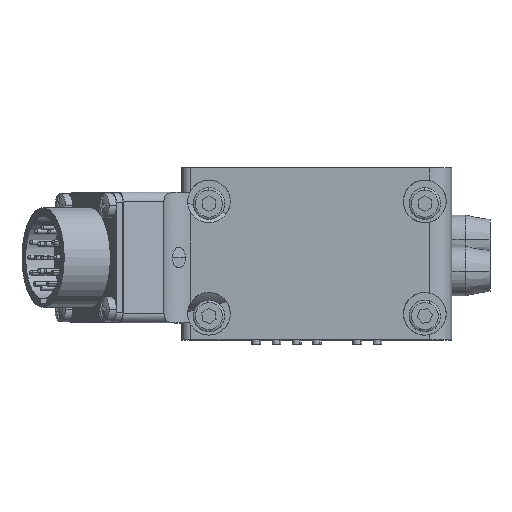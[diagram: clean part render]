
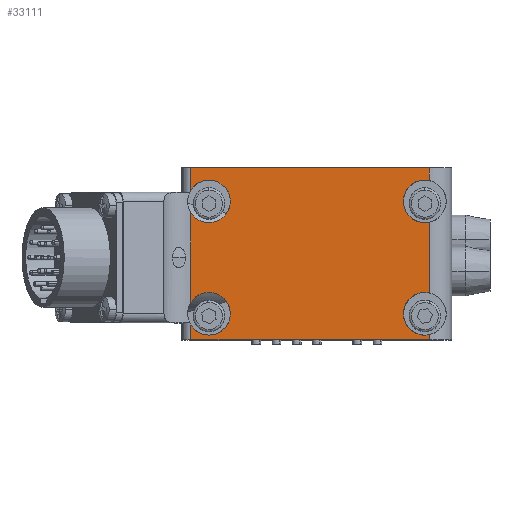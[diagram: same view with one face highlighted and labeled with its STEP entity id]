
A CAD part, top view. The second image highlights one B-rep face of the part: STEP entity #33111.
In plain terms, the highlighted planar face has unit normal (0, 0, 1).
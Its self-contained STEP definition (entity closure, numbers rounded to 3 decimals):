
#575 = CARTESIAN_POINT ( 'NONE',  ( -8., 14.212, 33. ) ) ;
#705 = ORIENTED_EDGE ( 'NONE', *, *, #28560, .T. ) ;
#910 = VERTEX_POINT ( 'NONE', #5381 ) ;
#1589 = EDGE_CURVE ( 'NONE', #1852, #17028, #28911, .T. ) ;
#1690 = DIRECTION ( 'NONE',  ( -1., 0., 0. ) ) ;
#1852 = VERTEX_POINT ( 'NONE', #36870 ) ;
#2209 = VECTOR ( 'NONE', #28000, 1000. ) ;
#2422 = DIRECTION ( 'NONE',  ( 0., 0., -1. ) ) ;
#2915 = LINE ( 'NONE', #42052, #20086 ) ;
#3737 = CIRCLE ( 'NONE', #34334, 4.75 ) ;
#3875 = EDGE_CURVE ( 'NONE', #32366, #39452, #31948, .T. ) ;
#4356 = DIRECTION ( 'NONE',  ( 0., -1., 0. ) ) ;
#4388 = CARTESIAN_POINT ( 'NONE',  ( 0.75, -13.35, 33. ) ) ;
#4435 = DIRECTION ( 'NONE',  ( 0., 1., 0. ) ) ;
#4513 = AXIS2_PLACEMENT_3D ( 'NONE', #30781, #35450, #21169 ) ;
#4582 = EDGE_CURVE ( 'NONE', #40157, #32366, #13540, .T. ) ;
#5143 = CARTESIAN_POINT ( 'NONE',  ( 44., 11.65, 33. ) ) ;
#5381 = CARTESIAN_POINT ( 'NONE',  ( 45., 7.006, 33. ) ) ;
#6067 = DIRECTION ( 'NONE',  ( 0., 0., -1. ) ) ;
#6073 = CARTESIAN_POINT ( 'NONE',  ( 45., 16.294, 33. ) ) ;
#6123 = CARTESIAN_POINT ( 'NONE',  ( 44., 11.65, 33. ) ) ;
#6198 = CIRCLE ( 'NONE', #8264, 4.75 ) ;
#7541 = CARTESIAN_POINT ( 'NONE',  ( 45., 19.15, 33. ) ) ;
#8138 = CARTESIAN_POINT ( 'NONE',  ( -8., 9.088, 33. ) ) ;
#8149 = AXIS2_PLACEMENT_3D ( 'NONE', #6123, #30100, #9591 ) ;
#8264 = AXIS2_PLACEMENT_3D ( 'NONE', #5143, #29117, #8650 ) ;
#8524 = AXIS2_PLACEMENT_3D ( 'NONE', #9814, #33805, #13243 ) ;
#8590 = CARTESIAN_POINT ( 'NONE',  ( -8., 19.15, 33. ) ) ;
#8650 = DIRECTION ( 'NONE',  ( -1., 0., 0. ) ) ;
#8866 = LINE ( 'NONE', #36091, #27043 ) ;
#9482 = CIRCLE ( 'NONE', #17294, 4.75 ) ;
#9591 = DIRECTION ( 'NONE',  ( -1., 0., 0. ) ) ;
#9814 = CARTESIAN_POINT ( 'NONE',  ( -4., 11.65, 33. ) ) ;
#10025 = CARTESIAN_POINT ( 'NONE',  ( 45., -17.994, 33. ) ) ;
#10352 = DIRECTION ( 'NONE',  ( 0., 1., 0. ) ) ;
#11287 = ORIENTED_EDGE ( 'NONE', *, *, #18912, .T. ) ;
#11355 = LINE ( 'NONE', #7541, #2209 ) ;
#13243 = DIRECTION ( 'NONE',  ( -1., 0., 0. ) ) ;
#13540 = LINE ( 'NONE', #44404, #30701 ) ;
#13570 = CARTESIAN_POINT ( 'NONE',  ( 50., 19.15, 33. ) ) ;
#13598 = ORIENTED_EDGE ( 'NONE', *, *, #3875, .T. ) ;
#13622 = CARTESIAN_POINT ( 'NONE',  ( -8., -15.912, 33. ) ) ;
#14192 = VERTEX_POINT ( 'NONE', #30423 ) ;
#14283 = ORIENTED_EDGE ( 'NONE', *, *, #1589, .T. ) ;
#14492 = CARTESIAN_POINT ( 'NONE',  ( -8., 19.15, 33. ) ) ;
#15545 = DIRECTION ( 'NONE',  ( 1., 0., 0. ) ) ;
#15657 = CARTESIAN_POINT ( 'NONE',  ( -4., -13.35, 33. ) ) ;
#15853 = ORIENTED_EDGE ( 'NONE', *, *, #42351, .T. ) ;
#15877 = VERTEX_POINT ( 'NONE', #575 ) ;
#16567 = LINE ( 'NONE', #14492, #26724 ) ;
#16827 = VECTOR ( 'NONE', #4435, 1000. ) ;
#16957 = VERTEX_POINT ( 'NONE', #31654 ) ;
#17028 = VERTEX_POINT ( 'NONE', #8138 ) ;
#17294 = AXIS2_PLACEMENT_3D ( 'NONE', #15657, #39664, #19118 ) ;
#17493 = VERTEX_POINT ( 'NONE', #30640 ) ;
#17958 = ORIENTED_EDGE ( 'NONE', *, *, #36232, .T. ) ;
#17966 = EDGE_CURVE ( 'NONE', #39452, #41163, #39229, .T. ) ;
#18128 = CARTESIAN_POINT ( 'NONE',  ( 45., 19.15, 33. ) ) ;
#18340 = ORIENTED_EDGE ( 'NONE', *, *, #32255, .T. ) ;
#18379 = ORIENTED_EDGE ( 'NONE', *, *, #24556, .T. ) ;
#18599 = ORIENTED_EDGE ( 'NONE', *, *, #21085, .T. ) ;
#18802 = PLANE ( 'NONE',  #29183 ) ;
#18912 = EDGE_CURVE ( 'NONE', #39092, #40157, #8866, .T. ) ;
#19038 = CARTESIAN_POINT ( 'NONE',  ( -4., -13.35, 33. ) ) ;
#19071 = ORIENTED_EDGE ( 'NONE', *, *, #40998, .F. ) ;
#19118 = DIRECTION ( 'NONE',  ( -1., 0., 0. ) ) ;
#20086 = VECTOR ( 'NONE', #4356, 1000. ) ;
#21085 = EDGE_CURVE ( 'NONE', #41163, #910, #11355, .T. ) ;
#21169 = DIRECTION ( 'NONE',  ( -1., 0., 0. ) ) ;
#21577 = CARTESIAN_POINT ( 'NONE',  ( 45., -19.15, 33. ) ) ;
#22199 = DIRECTION ( 'NONE',  ( 0., 0., -1. ) ) ;
#22449 = DIRECTION ( 'NONE',  ( -1., 0., 0. ) ) ;
#22940 = CARTESIAN_POINT ( 'NONE',  ( 44., -13.35, 33. ) ) ;
#23736 = VECTOR ( 'NONE', #29053, 1000. ) ;
#24556 = EDGE_CURVE ( 'NONE', #15877, #1852, #43344, .T. ) ;
#25596 = ORIENTED_EDGE ( 'NONE', *, *, #34146, .T. ) ;
#25734 = FACE_OUTER_BOUND ( 'NONE', #30470, .T. ) ;
#25909 = LINE ( 'NONE', #18128, #16827 ) ;
#26238 = CARTESIAN_POINT ( 'NONE',  ( -8., -19.15, 33. ) ) ;
#26384 = DIRECTION ( 'NONE',  ( -1., 0., 0. ) ) ;
#26569 = CARTESIAN_POINT ( 'NONE',  ( 44., -13.35, 33. ) ) ;
#26724 = VECTOR ( 'NONE', #35044, 1000. ) ;
#26766 = ORIENTED_EDGE ( 'NONE', *, *, #4582, .T. ) ;
#26840 = AXIS2_PLACEMENT_3D ( 'NONE', #26569, #6067, #30045 ) ;
#27043 = VECTOR ( 'NONE', #15545, 1000. ) ;
#27191 = AXIS2_PLACEMENT_3D ( 'NONE', #22940, #2422, #26384 ) ;
#27943 = CARTESIAN_POINT ( 'NONE',  ( 39.25, -13.35, 33. ) ) ;
#28000 = DIRECTION ( 'NONE',  ( 0., 1., 0. ) ) ;
#28173 = ORIENTED_EDGE ( 'NONE', *, *, #37915, .T. ) ;
#28560 = EDGE_CURVE ( 'NONE', #43177, #39092, #2915, .T. ) ;
#28911 = CIRCLE ( 'NONE', #4513, 4.75 ) ;
#29053 = DIRECTION ( 'NONE',  ( 0., -1., 0. ) ) ;
#29117 = DIRECTION ( 'NONE',  ( 0., 0., -1. ) ) ;
#29183 = AXIS2_PLACEMENT_3D ( 'NONE', #32426, #22199, #1690 ) ;
#30013 = EDGE_CURVE ( 'NONE', #16957, #15877, #31816, .T. ) ;
#30045 = DIRECTION ( 'NONE',  ( -1., 0., 0. ) ) ;
#30100 = DIRECTION ( 'NONE',  ( 0., 0., -1. ) ) ;
#30423 = CARTESIAN_POINT ( 'NONE',  ( 39.25, 11.65, 33. ) ) ;
#30470 = EDGE_LOOP ( 'NONE', ( #41538, #18379, #14283, #25596, #18340, #17958, #705, #11287, #26766, #13598, #43226, #18599, #38924, #15853, #28173, #19071 ) ) ;
#30640 = CARTESIAN_POINT ( 'NONE',  ( 45., 19.15, 33. ) ) ;
#30701 = VECTOR ( 'NONE', #10352, 1000. ) ;
#30781 = CARTESIAN_POINT ( 'NONE',  ( -4., 11.65, 33. ) ) ;
#30883 = VERTEX_POINT ( 'NONE', #4388 ) ;
#31654 = CARTESIAN_POINT ( 'NONE',  ( -8., 19.15, 33. ) ) ;
#31692 = CARTESIAN_POINT ( 'NONE',  ( 45., -8.706, 33. ) ) ;
#31816 = LINE ( 'NONE', #8590, #23736 ) ;
#31948 = CIRCLE ( 'NONE', #26840, 4.75 ) ;
#32255 = EDGE_CURVE ( 'NONE', #42846, #30883, #3737, .T. ) ;
#32366 = VERTEX_POINT ( 'NONE', #10025 ) ;
#32426 = CARTESIAN_POINT ( 'NONE',  ( 50., 19.15, 33. ) ) ;
#32904 = CIRCLE ( 'NONE', #8149, 4.75 ) ;
#33111 = ADVANCED_FACE ( 'NONE', ( #25734 ), #18802, .F. ) ;
#33805 = DIRECTION ( 'NONE',  ( 0., 0., -1. ) ) ;
#34146 = EDGE_CURVE ( 'NONE', #17028, #42846, #16567, .T. ) ;
#34205 = VECTOR ( 'NONE', #44341, 1000. ) ;
#34334 = AXIS2_PLACEMENT_3D ( 'NONE', #19038, #43043, #22449 ) ;
#35044 = DIRECTION ( 'NONE',  ( 0., -1., 0. ) ) ;
#35450 = DIRECTION ( 'NONE',  ( 0., 0., -1. ) ) ;
#36091 = CARTESIAN_POINT ( 'NONE',  ( 50., -19.15, 33. ) ) ;
#36232 = EDGE_CURVE ( 'NONE', #30883, #43177, #9482, .T. ) ;
#36870 = CARTESIAN_POINT ( 'NONE',  ( 0.75, 11.65, 33. ) ) ;
#37915 = EDGE_CURVE ( 'NONE', #38557, #17493, #25909, .T. ) ;
#37999 = EDGE_CURVE ( 'NONE', #910, #14192, #32904, .T. ) ;
#38557 = VERTEX_POINT ( 'NONE', #6073 ) ;
#38924 = ORIENTED_EDGE ( 'NONE', *, *, #37999, .T. ) ;
#39092 = VERTEX_POINT ( 'NONE', #26238 ) ;
#39229 = CIRCLE ( 'NONE', #27191, 4.75 ) ;
#39295 = CARTESIAN_POINT ( 'NONE',  ( -8., -10.788, 33. ) ) ;
#39452 = VERTEX_POINT ( 'NONE', #27943 ) ;
#39664 = DIRECTION ( 'NONE',  ( 0., 0., -1. ) ) ;
#40157 = VERTEX_POINT ( 'NONE', #21577 ) ;
#40998 = EDGE_CURVE ( 'NONE', #16957, #17493, #43350, .T. ) ;
#41163 = VERTEX_POINT ( 'NONE', #31692 ) ;
#41538 = ORIENTED_EDGE ( 'NONE', *, *, #30013, .T. ) ;
#42052 = CARTESIAN_POINT ( 'NONE',  ( -8., 19.15, 33. ) ) ;
#42351 = EDGE_CURVE ( 'NONE', #14192, #38557, #6198, .T. ) ;
#42846 = VERTEX_POINT ( 'NONE', #39295 ) ;
#43043 = DIRECTION ( 'NONE',  ( 0., 0., -1. ) ) ;
#43177 = VERTEX_POINT ( 'NONE', #13622 ) ;
#43226 = ORIENTED_EDGE ( 'NONE', *, *, #17966, .T. ) ;
#43344 = CIRCLE ( 'NONE', #8524, 4.75 ) ;
#43350 = LINE ( 'NONE', #13570, #34205 ) ;
#44341 = DIRECTION ( 'NONE',  ( 1., 0., 0. ) ) ;
#44404 = CARTESIAN_POINT ( 'NONE',  ( 45., 19.15, 33. ) ) ;
